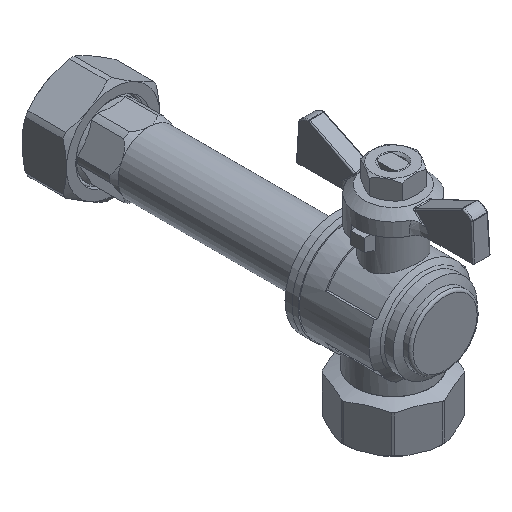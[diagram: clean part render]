
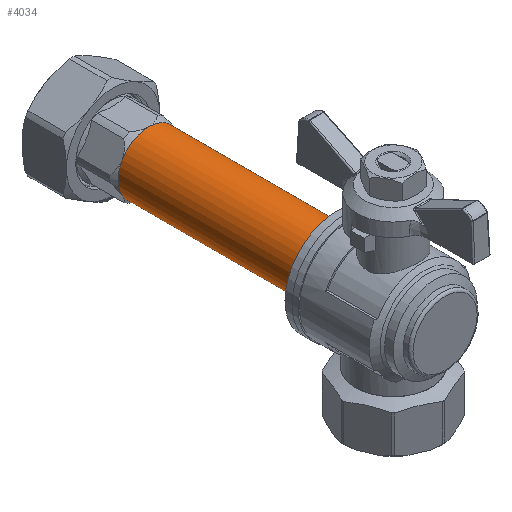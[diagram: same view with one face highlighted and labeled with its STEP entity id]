
A CAD part, isometric view. The second image highlights one B-rep face of the part: STEP entity #4034.
In plain terms, the highlighted cylindrical face has radius 12.5 mm (diameter 25 mm), a full revolution.
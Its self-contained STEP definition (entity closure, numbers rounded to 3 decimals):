
#1375=ORIENTED_EDGE('',*,*,#2234,.F.);
#1376=ORIENTED_EDGE('',*,*,#2217,.F.);
#1377=ORIENTED_EDGE('',*,*,#2219,.F.);
#1378=ORIENTED_EDGE('',*,*,#2224,.F.);
#1379=ORIENTED_EDGE('',*,*,#2221,.F.);
#1380=ORIENTED_EDGE('',*,*,#2223,.F.);
#1381=ORIENTED_EDGE('',*,*,#2235,.F.);
#2217=EDGE_CURVE('',#2674,#2690,#2986,.T.);
#2219=EDGE_CURVE('',#2687,#2674,#2987,.T.);
#2221=EDGE_CURVE('',#2670,#2689,#2989,.T.);
#2223=EDGE_CURVE('',#2680,#2670,#2991,.T.);
#2224=EDGE_CURVE('',#2689,#2687,#2992,.T.);
#2234=EDGE_CURVE('',#2690,#2680,#2999,.T.);
#2235=EDGE_CURVE('',#2695,#2695,#3000,.T.);
#2670=VERTEX_POINT('',#9702);
#2674=VERTEX_POINT('',#9724);
#2680=VERTEX_POINT('',#9751);
#2687=VERTEX_POINT('',#9780);
#2689=VERTEX_POINT('',#9799);
#2690=VERTEX_POINT('',#9807);
#2695=VERTEX_POINT('',#9852);
#2986=CIRCLE('',#5627,12.5);
#2987=CIRCLE('',#5629,12.5);
#2989=CIRCLE('',#5632,12.5);
#2991=CIRCLE('',#5635,12.5);
#2992=CIRCLE('',#5637,12.5);
#2999=CIRCLE('',#5650,12.5);
#3000=CIRCLE('',#5651,12.5);
#3264=EDGE_LOOP('',(#1375,#1376,#1377,#1378,#1379,#1380));
#3265=EDGE_LOOP('',(#1381));
#3619=FACE_BOUND('',#3264,.T.);
#3620=FACE_BOUND('',#3265,.T.);
#3857=CYLINDRICAL_SURFACE('',#5649,12.5);
#4034=ADVANCED_FACE('',(#3619,#3620),#3857,.T.);
#5627=AXIS2_PLACEMENT_3D('',#9806,#6445,#6446);
#5629=AXIS2_PLACEMENT_3D('',#9814,#6449,#6450);
#5632=AXIS2_PLACEMENT_3D('',#9817,#6455,#6456);
#5635=AXIS2_PLACEMENT_3D('',#9820,#6461,#6462);
#5637=AXIS2_PLACEMENT_3D('',#9822,#6465,#6466);
#5649=AXIS2_PLACEMENT_3D('',#9849,#6490,#6491);
#5650=AXIS2_PLACEMENT_3D('',#9850,#6492,#6493);
#5651=AXIS2_PLACEMENT_3D('',#9851,#6494,#6495);
#6445=DIRECTION('',(1.,0.,0.));
#6446=DIRECTION('',(0.,-0.866,-0.5));
#6449=DIRECTION('',(1.,0.,0.));
#6450=DIRECTION('',(0.,-0.866,-0.5));
#6455=DIRECTION('',(1.,0.,0.));
#6456=DIRECTION('',(0.,-0.866,-0.5));
#6461=DIRECTION('',(1.,0.,0.));
#6462=DIRECTION('',(0.,-0.866,-0.5));
#6465=DIRECTION('',(1.,0.,0.));
#6466=DIRECTION('',(0.,-0.866,-0.5));
#6490=DIRECTION('',(1.,0.,0.));
#6491=DIRECTION('',(0.,-0.866,-0.5));
#6492=DIRECTION('',(1.,0.,0.));
#6493=DIRECTION('',(0.,-0.866,-0.5));
#6494=DIRECTION('',(-1.,0.,0.));
#6495=DIRECTION('',(0.,0.866,0.5));
#9702=CARTESIAN_POINT('',(105.5,6.25,-10.825));
#9724=CARTESIAN_POINT('',(105.5,-6.25,10.825));
#9751=CARTESIAN_POINT('',(105.5,-6.25,-10.825));
#9780=CARTESIAN_POINT('',(105.5,6.25,10.825));
#9799=CARTESIAN_POINT('',(105.5,12.5,0.));
#9806=CARTESIAN_POINT('',(105.5,0.,0.));
#9807=CARTESIAN_POINT('',(105.5,-12.5,0.));
#9814=CARTESIAN_POINT('',(105.5,0.,0.));
#9817=CARTESIAN_POINT('',(105.5,0.,0.));
#9820=CARTESIAN_POINT('',(105.5,0.,0.));
#9822=CARTESIAN_POINT('',(105.5,0.,0.));
#9849=CARTESIAN_POINT('',(119.794,0.,0.));
#9850=CARTESIAN_POINT('',(105.5,0.,0.));
#9851=CARTESIAN_POINT('',(30.909,0.,0.));
#9852=CARTESIAN_POINT('',(30.909,10.825,6.25));
